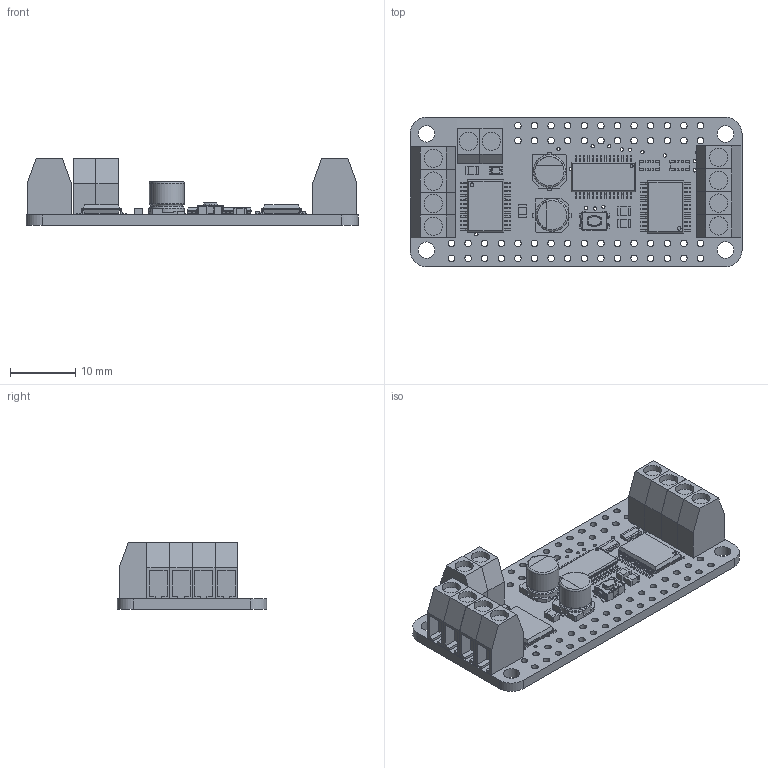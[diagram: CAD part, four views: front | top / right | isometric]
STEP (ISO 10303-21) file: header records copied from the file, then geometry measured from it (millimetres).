
FILE_DESCRIPTION(/* description */ (''),/* implementation_level */ '2;1');
FILE_NAME(/* name */ 'Motor FeatherWing.step',/* time_stamp */ '2020-09-21T15:24:28-04:00',/* author */ (''),/* organization */ (''),/* preprocessor_version */ 'ST-DEVELOPER v18.1',/* originating_system */ 'Autodesk Translation Framework v9.3.0.1241',/* authorisation */ '');
FILE_SCHEMA (('AUTOMOTIVE_DESIGN { 1 0 10303 214 3 1 1 }'));
Length unit declared in the file: millimetre
Products named in the file (11): PCB Component; Board; TB6612FNG; 1X2-3.5MM; 10uF; 47uF+/16v; Green; PCA9685; TERMBLOCK_1X2-3.5MM; 10K; BTN_KMR2_4.6X2.8
Assembly tree (19 placements, depth 2):
  PCB Component
    Board
    TB6612FNG  x2
    1X2-3.5MM
    10uF  x4
    47uF+/16v  x2
    Green
    PCA9685
    TERMBLOCK_1X2-3.5MM  x4
    10K  x2
    BTN_KMR2_4.6X2.8
Bounding box: 50.8 x 22.86 x 10.17 mm (x, y, z)
Volume: 3662.6 mm3; surface area: 6232.3 mm2
Topology: 108 solids, 108 shells, 1999 faces, 5235 edges, 3452 vertices
Faces by surface type: plane 1421, cylinder 536, bspline 18, torus 14, cone 6, sphere 4
Full cylindrical faces by diameter (mm): 0.45 x1, 0.5 x39, 0.56 x2, 1 x66, 2.5 x2, 2.54 x2, 2.8 x10, 4.905 x2, 4.925 x2
Entity records: 45209 total; most frequent: CARTESIAN_POINT 8983, ORIENTED_EDGE 7322, DIRECTION 7264, EDGE_CURVE 3661, LINE 2756, VECTOR 2756, VERTEX_POINT 2411, AXIS2_PLACEMENT_3D 2254
